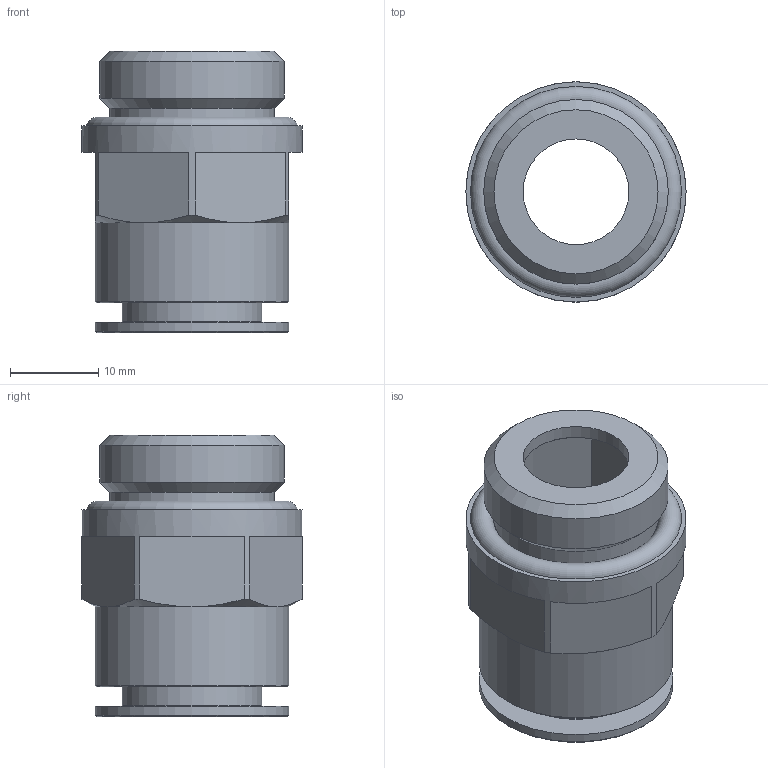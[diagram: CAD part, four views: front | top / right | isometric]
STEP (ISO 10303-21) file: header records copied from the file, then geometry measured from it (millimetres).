
FILE_DESCRIPTION(/* description */ ('STEP AP214'),/* implementation_level */ '2;1');
FILE_NAME(/* name */ '570451_NPQM-D-G12-Q14-P10',/* time_stamp */ '2024-09-13T05:39:14+02:00',/* author */ ('License CC BY-ND 4.0'),/* organization */ ('CADENAS'),/* preprocessor_version */ 'ST-DEVELOPER v19.3',/* originating_system */ 'PARTsolutions',/* authorisation */ ' ');
FILE_SCHEMA (('AUTOMOTIVE_DESIGN {1 0 10303 214 3 1 1}'));
Length unit declared in the file: millimetre
Products named in the file (1): 570451 NPQM-D-G12-Q14-P10
Bounding box: 25 x 25 x 32 mm (x, y, z)
Volume: 7352.6 mm3; surface area: 4781.1 mm2
Topology: 1 solids, 1 shells, 52 faces, 114 edges, 69 vertices
Faces by surface type: plane 31, cone 12, cylinder 8, torus 1
Full cylindrical faces by diameter (mm): 12 x1, 14 x1, 15.8 x1, 18.631 x1, 20.955 x1, 22 x2, 25 x1
Entity records: 1734 total; most frequent: CARTESIAN_POINT 255, DIRECTION 236, ORIENTED_EDGE 196, EDGE_CURVE 98, AXIS2_PLACEMENT_3D 97, EDGE_LOOP 74, FACE_BOUND 74, VERTEX_POINT 68
